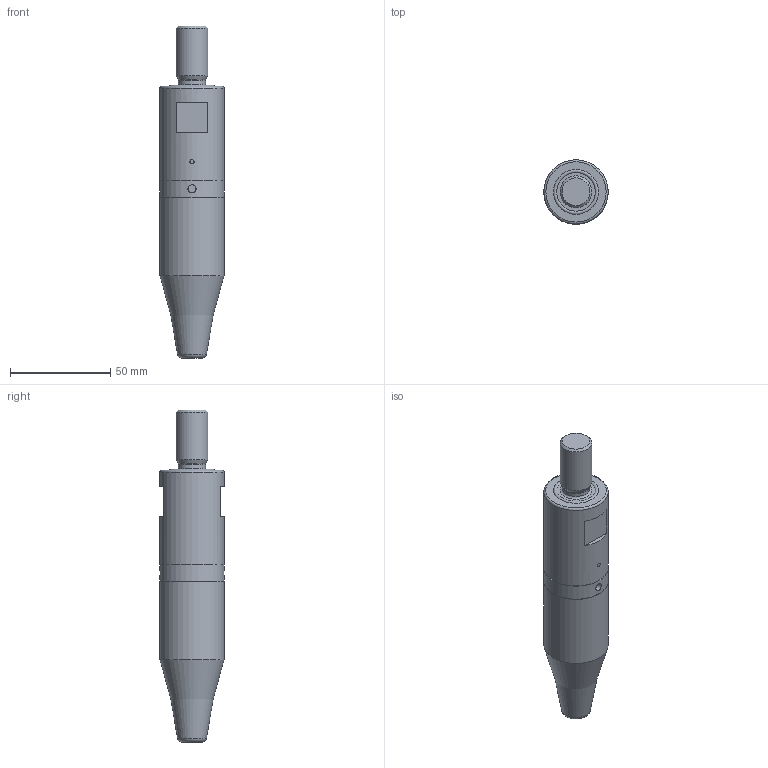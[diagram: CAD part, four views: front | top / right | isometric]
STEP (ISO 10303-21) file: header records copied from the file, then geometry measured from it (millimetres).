
FILE_DESCRIPTION(/* description */ (''),/* implementation_level */ '2;1');
FILE_NAME(/* name */ '5-8 - 18UNF Dual Way Blocked Penetrator.stp',/* time_stamp */ '2015-12-11T11:51:24+01:00',/* author */ ('sh'),/* organization */ (''),/* preprocessor_version */ 'ST-DEVELOPER v15.2',/* originating_system */ 'Autodesk Inventor 2014',/* authorisation */ '');
FILE_SCHEMA (('AUTOMOTIVE_DESIGN { 1 0 10303 214 3 1 1 }'));
Length unit declared in the file: millimetre
Products named in the file (1): 5-8 - 18UNF Dual Way Blocked Penetrator_1
Bounding box: 32 x 32 x 165.2 mm (x, y, z)
Volume: 96356.7 mm3; surface area: 16576.4 mm2
Topology: 1 solids, 1 shells, 36 faces, 67 edges, 43 vertices
Faces by surface type: plane 17, cylinder 9, torus 6, cone 4
Full cylindrical faces by diameter (mm): 4 x2, 13.5 x1, 15.875 x1, 20 x1, 24 x1, 32 x3
Entity records: 920 total; most frequent: CARTESIAN_POINT 224, DIRECTION 142, ORIENTED_EDGE 88, AXIS2_PLACEMENT_3D 67, EDGE_LOOP 64, EDGE_CURVE 44, VERTEX_POINT 38, ADVANCED_FACE 36
